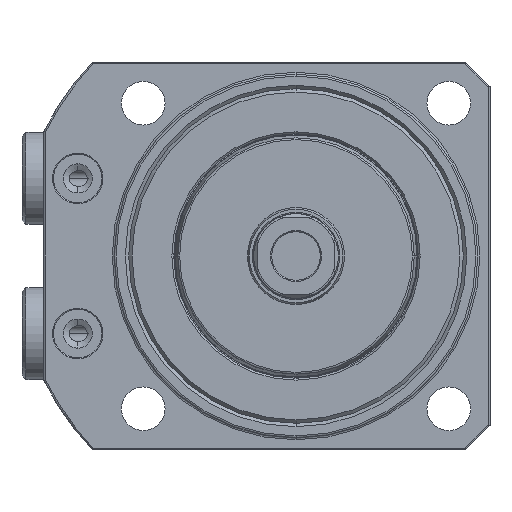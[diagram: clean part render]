
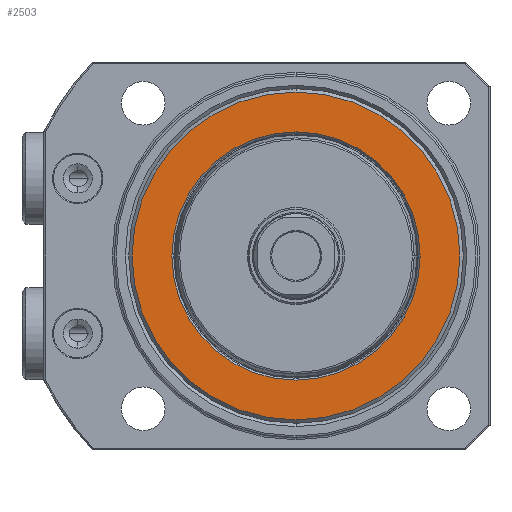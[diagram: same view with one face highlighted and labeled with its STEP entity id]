
A CAD part, front view. The second image highlights one B-rep face of the part: STEP entity #2503.
In plain terms, the highlighted face is planar.
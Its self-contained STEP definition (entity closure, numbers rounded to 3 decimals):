
#931 = CARTESIAN_POINT ( 'NONE',  ( 71., 0., -25.6 ) ) ;
#933 = CARTESIAN_POINT ( 'NONE',  ( 71., 0., 25.6 ) ) ;
#969 = CARTESIAN_POINT ( 'NONE',  ( 71., 0., -33.8 ) ) ;
#970 = CARTESIAN_POINT ( 'NONE',  ( 71., 0., 33.8 ) ) ;
#1082 = CARTESIAN_POINT ( 'NONE',  ( 71., 0., 0. ) ) ;
#1083 = DIRECTION ( 'NONE',  ( -1., 0., 0. ) ) ;
#1084 = DIRECTION ( 'NONE',  ( 0., 0., 1. ) ) ;
#1091 = CARTESIAN_POINT ( 'NONE',  ( 71., 0., 0. ) ) ;
#1092 = DIRECTION ( 'NONE',  ( -1., 0., 0. ) ) ;
#1093 = DIRECTION ( 'NONE',  ( 0., 0., 1. ) ) ;
#1703 = AXIS2_PLACEMENT_3D ( 'NONE', #5209, #5216, #5217 ) ;
#1717 = AXIS2_PLACEMENT_3D ( 'NONE', #5184, #5185, #5186 ) ;
#1732 = AXIS2_PLACEMENT_3D ( 'NONE', #1091, #1092, #1093 ) ;
#1742 = AXIS2_PLACEMENT_3D ( 'NONE', #1082, #1083, #1084 ) ;
#2503 = ADVANCED_FACE ( 'NONE', ( #3726, #3723 ), #5825, .T. ) ;
#3721 = AXIS2_PLACEMENT_3D ( 'NONE', #5826, #5827, #5828 ) ;
#3723 = FACE_OUTER_BOUND ( 'NONE', #4680, .T. ) ;
#3726 = FACE_BOUND ( 'NONE', #4679, .T. ) ;
#4511 = VERTEX_POINT ( 'NONE', #931 ) ;
#4513 = VERTEX_POINT ( 'NONE', #933 ) ;
#4549 = VERTEX_POINT ( 'NONE', #969 ) ;
#4550 = VERTEX_POINT ( 'NONE', #970 ) ;
#4679 = EDGE_LOOP ( 'NONE', ( #4894, #4893 ) ) ;
#4680 = EDGE_LOOP ( 'NONE', ( #4892, #4891 ) ) ;
#4891 = ORIENTED_EDGE ( 'NONE', *, *, #8807, .F. ) ;
#4892 = ORIENTED_EDGE ( 'NONE', *, *, #9272, .F. ) ;
#4893 = ORIENTED_EDGE ( 'NONE', *, *, #8810, .T. ) ;
#4894 = ORIENTED_EDGE ( 'NONE', *, *, #9262, .T. ) ;
#5184 = CARTESIAN_POINT ( 'NONE',  ( 71., 0., 0. ) ) ;
#5185 = DIRECTION ( 'NONE',  ( -1., 0., 0. ) ) ;
#5186 = DIRECTION ( 'NONE',  ( 0., 0., 1. ) ) ;
#5209 = CARTESIAN_POINT ( 'NONE',  ( 71., 0., 0. ) ) ;
#5216 = DIRECTION ( 'NONE',  ( -1., 0., 0. ) ) ;
#5217 = DIRECTION ( 'NONE',  ( 0., 0., 1. ) ) ;
#5825 = PLANE ( 'NONE',  #3721 ) ;
#5826 = CARTESIAN_POINT ( 'NONE',  ( 71., 0., 0. ) ) ;
#5827 = DIRECTION ( 'NONE',  ( 1., 0., 0. ) ) ;
#5828 = DIRECTION ( 'NONE',  ( 0., 0., -1. ) ) ;
#8494 = CIRCLE ( 'NONE', #1703, 33.8 ) ;
#8498 = CIRCLE ( 'NONE', #1717, 25.6 ) ;
#8602 = CIRCLE ( 'NONE', #1742, 33.8 ) ;
#8605 = CIRCLE ( 'NONE', #1732, 25.6 ) ;
#8807 = EDGE_CURVE ( 'NONE', #4549, #4550, #8602, .T. ) ;
#8810 = EDGE_CURVE ( 'NONE', #4513, #4511, #8605, .T. ) ;
#9262 = EDGE_CURVE ( 'NONE', #4511, #4513, #8498, .T. ) ;
#9272 = EDGE_CURVE ( 'NONE', #4550, #4549, #8494, .T. ) ;
